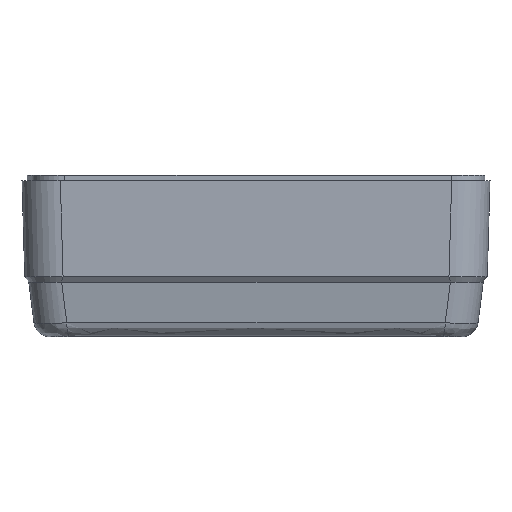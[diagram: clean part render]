
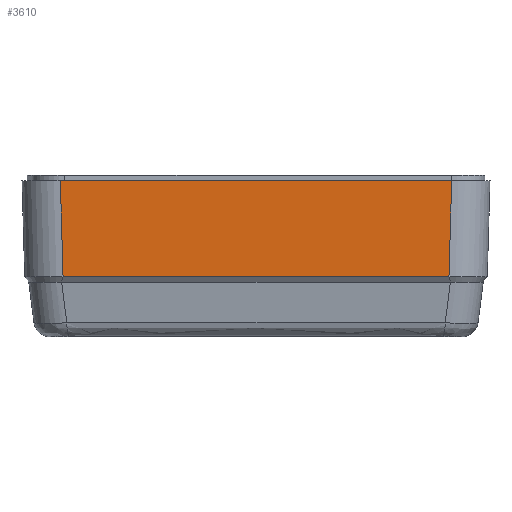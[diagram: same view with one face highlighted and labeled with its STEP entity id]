
A CAD part, front view. The second image highlights one B-rep face of the part: STEP entity #3610.
In plain terms, the highlighted free-form (B-spline) face has degree [1, 1] with [2, 2] control points.
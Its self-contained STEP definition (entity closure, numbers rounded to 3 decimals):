
#3033 = EDGE_CURVE('',#3034,#3036,#3038,.T.);
#3034 = VERTEX_POINT('',#3035);
#3035 = CARTESIAN_POINT('',(-35.75,-47.25,28.5));
#3036 = VERTEX_POINT('',#3037);
#3037 = CARTESIAN_POINT('',(35.75,-47.25,28.5));
#3038 = LINE('',#3039,#3040);
#3039 = CARTESIAN_POINT('',(-35.75,-47.25,28.5));
#3040 = VECTOR('',#3041,1.);
#3041 = DIRECTION('',(1.,0.,0.));
#3234 = VERTEX_POINT('',#3235);
#3235 = CARTESIAN_POINT('',(-35.25,-46.75,11.));
#3610 = ADVANCED_FACE('',(#3611),#3632,.T.);
#3611 = FACE_BOUND('',#3612,.T.);
#3612 = EDGE_LOOP('',(#3613,#3621,#3626,#3627));
#3613 = ORIENTED_EDGE('',*,*,#3614,.T.);
#3614 = EDGE_CURVE('',#3234,#3615,#3617,.T.);
#3615 = VERTEX_POINT('',#3616);
#3616 = CARTESIAN_POINT('',(35.25,-46.75,11.));
#3617 = LINE('',#3618,#3619);
#3618 = CARTESIAN_POINT('',(-35.25,-46.75,11.));
#3619 = VECTOR('',#3620,1.);
#3620 = DIRECTION('',(1.,0.,0.));
#3621 = ORIENTED_EDGE('',*,*,#3622,.T.);
#3622 = EDGE_CURVE('',#3615,#3036,#3623,.T.);
#3623 = B_SPLINE_CURVE_WITH_KNOTS('',1,(#3624,#3625),.UNSPECIFIED.,.F.,
  .F.,(2,2),(0.,1.),.PIECEWISE_BEZIER_KNOTS.);
#3624 = CARTESIAN_POINT('',(35.25,-46.75,11.));
#3625 = CARTESIAN_POINT('',(35.75,-47.25,28.5));
#3626 = ORIENTED_EDGE('',*,*,#3033,.F.);
#3627 = ORIENTED_EDGE('',*,*,#3628,.F.);
#3628 = EDGE_CURVE('',#3234,#3034,#3629,.T.);
#3629 = B_SPLINE_CURVE_WITH_KNOTS('',1,(#3630,#3631),.UNSPECIFIED.,.F.,
  .F.,(2,2),(0.,1.),.PIECEWISE_BEZIER_KNOTS.);
#3630 = CARTESIAN_POINT('',(-35.25,-46.75,11.));
#3631 = CARTESIAN_POINT('',(-35.75,-47.25,28.5));
#3632 = B_SPLINE_SURFACE_WITH_KNOTS('',1,1,(
    (#3633,#3634)
    ,(#3635,#3636
    )),.UNSPECIFIED.,.F.,.F.,.F.,(2,2),(2,2),(0.,71.5),(0.,1.)
  ,.PIECEWISE_BEZIER_KNOTS.);
#3633 = CARTESIAN_POINT('',(-35.25,-46.75,11.));
#3634 = CARTESIAN_POINT('',(-35.75,-47.25,28.5));
#3635 = CARTESIAN_POINT('',(35.25,-46.75,11.));
#3636 = CARTESIAN_POINT('',(35.75,-47.25,28.5));
